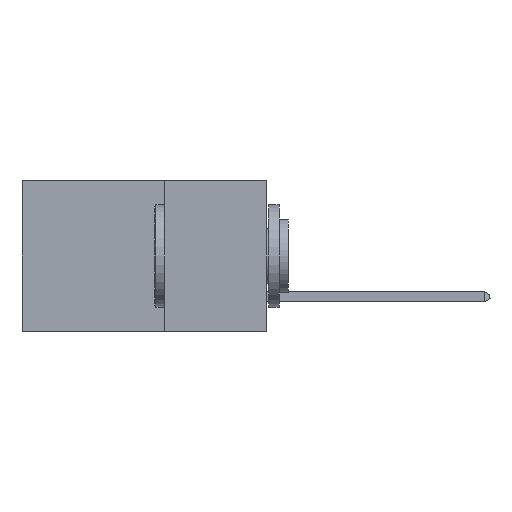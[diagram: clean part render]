
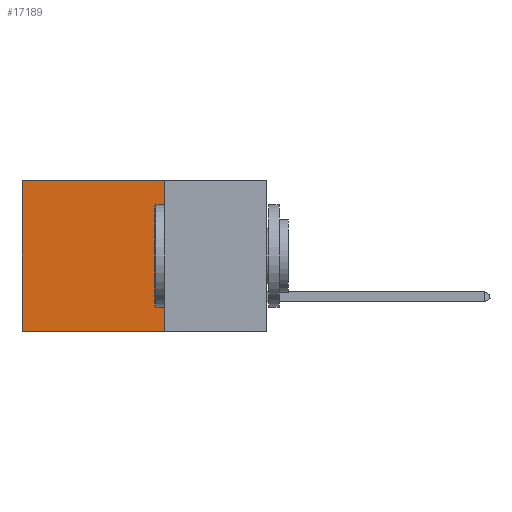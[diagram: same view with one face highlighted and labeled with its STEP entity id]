
A CAD part, left-side view. The second image highlights one B-rep face of the part: STEP entity #17189.
In plain terms, the highlighted planar face has unit normal (-1, 0, 0).
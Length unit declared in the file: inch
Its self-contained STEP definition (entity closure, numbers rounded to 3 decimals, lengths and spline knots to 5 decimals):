
#854 = VERTEX_POINT ( 'NONE', #11019 ) ;
#1272 = EDGE_CURVE ( 'NONE', #21744, #854, #23343, .T. ) ;
#2396 = VECTOR ( 'NONE', #19304, 39.37008 ) ;
#2716 = VECTOR ( 'NONE', #19714, 39.37008 ) ;
#2984 = CARTESIAN_POINT ( 'NONE',  ( 0.2875, 0.25, 0. ) ) ;
#3725 = VECTOR ( 'NONE', #18369, 39.37008 ) ;
#5535 = CARTESIAN_POINT ( 'NONE',  ( 0.2875, 0.25, -0.37 ) ) ;
#5962 = CARTESIAN_POINT ( 'NONE',  ( 0.2875, 0.25, 0. ) ) ;
#6901 = ORIENTED_EDGE ( 'NONE', *, *, #1272, .F. ) ;
#9121 = CARTESIAN_POINT ( 'NONE',  ( 0.2875, 0.25, -0.37 ) ) ;
#9781 = VERTEX_POINT ( 'NONE', #15715 ) ;
#10451 = DIRECTION ( 'NONE',  ( 1., 0., 0. ) ) ;
#11019 = CARTESIAN_POINT ( 'NONE',  ( 0.2875, 0.6, -0.37 ) ) ;
#11397 = LINE ( 'NONE', #14579, #3725 ) ;
#11966 = CARTESIAN_POINT ( 'NONE',  ( 0.2875, 0.25, 0. ) ) ;
#12435 = CARTESIAN_POINT ( 'NONE',  ( 0.2875, 0.25, 0. ) ) ;
#12617 = LINE ( 'NONE', #12435, #20948 ) ;
#14579 = CARTESIAN_POINT ( 'NONE',  ( 0.2875, 0.6, 0. ) ) ;
#15134 = AXIS2_PLACEMENT_3D ( 'NONE', #2984, #10451, #20512 ) ;
#15525 = EDGE_LOOP ( 'NONE', ( #22603, #6901, #22715, #17864 ) ) ;
#15715 = CARTESIAN_POINT ( 'NONE',  ( 0.2875, 0.6, 0. ) ) ;
#16955 = DIRECTION ( 'NONE',  ( 0., 0., -1. ) ) ;
#17189 = ADVANCED_FACE ( 'NONE', ( #18172 ), #20606, .F. ) ;
#17218 = EDGE_CURVE ( 'NONE', #9781, #854, #11397, .T. ) ;
#17864 = ORIENTED_EDGE ( 'NONE', *, *, #23139, .T. ) ;
#18172 = FACE_OUTER_BOUND ( 'NONE', #15525, .T. ) ;
#18369 = DIRECTION ( 'NONE',  ( 0., 0., -1. ) ) ;
#19304 = DIRECTION ( 'NONE',  ( 0., 1., 0. ) ) ;
#19714 = DIRECTION ( 'NONE',  ( 0., 1., 0. ) ) ;
#20512 = DIRECTION ( 'NONE',  ( 0., 0., -1. ) ) ;
#20606 = PLANE ( 'NONE',  #15134 ) ;
#20948 = VECTOR ( 'NONE', #16955, 39.37008 ) ;
#21722 = EDGE_CURVE ( 'NONE', #22144, #21744, #12617, .T. ) ;
#21744 = VERTEX_POINT ( 'NONE', #9121 ) ;
#22144 = VERTEX_POINT ( 'NONE', #11966 ) ;
#22603 = ORIENTED_EDGE ( 'NONE', *, *, #17218, .T. ) ;
#22715 = ORIENTED_EDGE ( 'NONE', *, *, #21722, .F. ) ;
#23139 = EDGE_CURVE ( 'NONE', #22144, #9781, #24260, .T. ) ;
#23343 = LINE ( 'NONE', #5535, #2396 ) ;
#24260 = LINE ( 'NONE', #5962, #2716 ) ;
